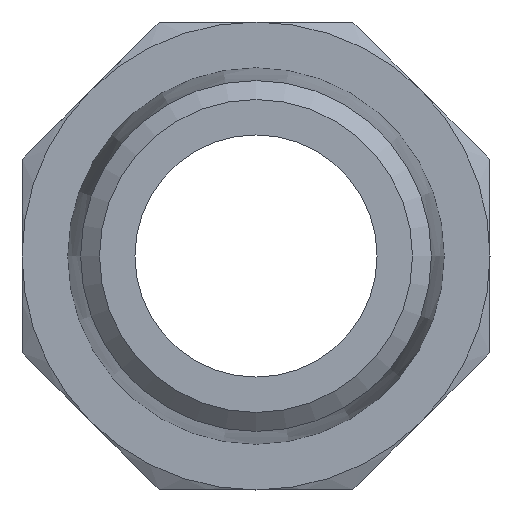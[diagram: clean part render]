
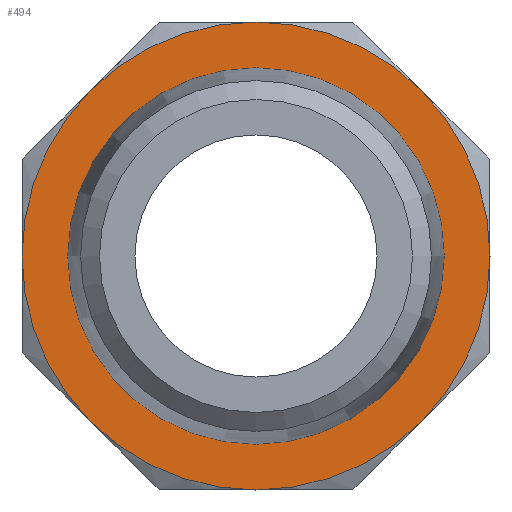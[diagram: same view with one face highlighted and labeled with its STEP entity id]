
A CAD part, left-side view. The second image highlights one B-rep face of the part: STEP entity #494.
In plain terms, the highlighted planar face has unit normal (-1, 0, 0).
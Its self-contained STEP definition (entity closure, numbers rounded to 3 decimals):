
#149=ORIENTED_EDGE('',*,*,#261,.T.);
#150=ORIENTED_EDGE('',*,*,#265,.T.);
#151=ORIENTED_EDGE('',*,*,#268,.T.);
#152=ORIENTED_EDGE('',*,*,#271,.T.);
#153=ORIENTED_EDGE('',*,*,#277,.T.);
#154=ORIENTED_EDGE('',*,*,#273,.T.);
#155=ORIENTED_EDGE('',*,*,#255,.T.);
#156=ORIENTED_EDGE('',*,*,#258,.T.);
#157=ORIENTED_EDGE('',*,*,#283,.F.);
#255=EDGE_CURVE('',#314,#315,#349,.T.);
#258=EDGE_CURVE('',#315,#317,#350,.T.);
#261=EDGE_CURVE('',#317,#319,#351,.T.);
#265=EDGE_CURVE('',#319,#321,#352,.T.);
#268=EDGE_CURVE('',#321,#323,#353,.T.);
#271=EDGE_CURVE('',#323,#325,#354,.T.);
#273=EDGE_CURVE('',#327,#314,#355,.T.);
#277=EDGE_CURVE('',#325,#327,#356,.T.);
#283=EDGE_CURVE('',#334,#334,#361,.T.);
#314=VERTEX_POINT('',#830);
#315=VERTEX_POINT('',#831);
#317=VERTEX_POINT('',#843);
#319=VERTEX_POINT('',#855);
#321=VERTEX_POINT('',#870);
#323=VERTEX_POINT('',#882);
#325=VERTEX_POINT('',#894);
#327=VERTEX_POINT('',#903);
#334=VERTEX_POINT('',#936);
#349=CIRCLE('',#545,8.6);
#350=CIRCLE('',#547,8.6);
#351=CIRCLE('',#549,8.6);
#352=CIRCLE('',#551,8.6);
#353=CIRCLE('',#553,8.6);
#354=CIRCLE('',#555,8.6);
#355=CIRCLE('',#557,8.6);
#356=CIRCLE('',#559,8.6);
#361=CIRCLE('',#567,6.918);
#388=EDGE_LOOP('',(#149,#150,#151,#152,#153,#154,#155,#156));
#389=EDGE_LOOP('',(#157));
#436=FACE_BOUND('',#388,.T.);
#437=FACE_BOUND('',#389,.T.);
#466=PLANE('',#566);
#494=ADVANCED_FACE('',(#436,#437),#466,.F.);
#545=AXIS2_PLACEMENT_3D('',#829,#630,#631);
#547=AXIS2_PLACEMENT_3D('',#842,#634,#635);
#549=AXIS2_PLACEMENT_3D('',#854,#638,#639);
#551=AXIS2_PLACEMENT_3D('',#872,#642,#643);
#553=AXIS2_PLACEMENT_3D('',#884,#646,#647);
#555=AXIS2_PLACEMENT_3D('',#896,#650,#651);
#557=AXIS2_PLACEMENT_3D('',#902,#654,#655);
#559=AXIS2_PLACEMENT_3D('',#919,#658,#659);
#566=AXIS2_PLACEMENT_3D('',#934,#672,#673);
#567=AXIS2_PLACEMENT_3D('',#935,#674,#675);
#630=DIRECTION('',(-1.,0.,0.));
#631=DIRECTION('',(0.,0.,1.));
#634=DIRECTION('',(-1.,0.,0.));
#635=DIRECTION('',(0.,0.,1.));
#638=DIRECTION('',(-1.,0.,0.));
#639=DIRECTION('',(0.,0.,1.));
#642=DIRECTION('',(-1.,0.,0.));
#643=DIRECTION('',(0.,0.,1.));
#646=DIRECTION('',(-1.,0.,0.));
#647=DIRECTION('',(0.,0.,1.));
#650=DIRECTION('',(-1.,0.,0.));
#651=DIRECTION('',(0.,0.,1.));
#654=DIRECTION('',(-1.,0.,0.));
#655=DIRECTION('',(0.,0.,1.));
#658=DIRECTION('',(-1.,0.,0.));
#659=DIRECTION('',(0.,0.,1.));
#672=DIRECTION('',(1.,0.,0.));
#673=DIRECTION('',(0.,1.,0.));
#674=DIRECTION('',(-1.,0.,0.));
#675=DIRECTION('',(0.,-1.,0.));
#829=CARTESIAN_POINT('',(-0.567,0.,0.));
#830=CARTESIAN_POINT('',(-0.567,-6.081,6.081));
#831=CARTESIAN_POINT('',(-0.567,0.,8.6));
#842=CARTESIAN_POINT('',(-0.567,0.,0.));
#843=CARTESIAN_POINT('',(-0.567,6.081,6.081));
#854=CARTESIAN_POINT('',(-0.567,0.,0.));
#855=CARTESIAN_POINT('',(-0.567,8.6,0.));
#870=CARTESIAN_POINT('',(-0.567,6.081,-6.081));
#872=CARTESIAN_POINT('',(-0.567,0.,0.));
#882=CARTESIAN_POINT('',(-0.567,0.,-8.6));
#884=CARTESIAN_POINT('',(-0.567,0.,0.));
#894=CARTESIAN_POINT('',(-0.567,-6.081,-6.081));
#896=CARTESIAN_POINT('',(-0.567,0.,0.));
#902=CARTESIAN_POINT('',(-0.567,0.,0.));
#903=CARTESIAN_POINT('',(-0.567,-8.6,0.));
#919=CARTESIAN_POINT('',(-0.567,0.,0.));
#934=CARTESIAN_POINT('',(-0.567,6.918,0.));
#935=CARTESIAN_POINT('',(-0.567,0.,0.));
#936=CARTESIAN_POINT('',(-0.567,-6.918,0.));
